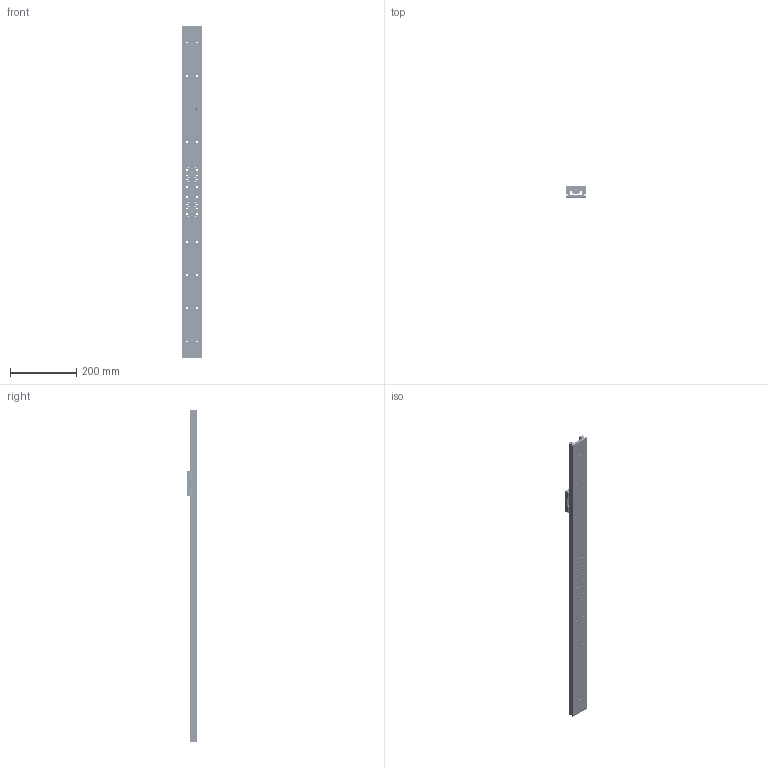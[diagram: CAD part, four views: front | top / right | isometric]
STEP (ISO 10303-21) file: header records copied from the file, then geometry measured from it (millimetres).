
FILE_DESCRIPTION (( 'STEP AP203' ), '1' );
FILE_NAME ('LAHP-33TM910SF.step', '2021-01-12T20:11:10', ( '' ), ( '' ), 'SwSTEP 2.0', 'SolidWorks 2019', '' );
FILE_SCHEMA (( 'CONFIG_CONTROL_DESIGN' ));
Length unit declared in the file: inch
Products named in the file (3): LAHP-33TM910SF_CARRIAGE; LAHP-33TM910SF_BASE; LAHP-33TM910SF
Assembly tree (2 placements, depth 2):
  LAHP-33TM910SF
    LAHP-33TM910SF_BASE
    LAHP-33TM910SF_CARRIAGE
Bounding box: 60 x 33 x 1000 mm (x, y, z)
Volume: 766896.1 mm3; surface area: 273751.1 mm2
Topology: 2 solids, 274 shells, 5892 faces, 13763 edges, 8288 vertices
Faces by surface type: plane 2717, cylinder 1735, cone 1172, bspline 268
Entity records: 175686 total; most frequent: CARTESIAN_POINT 40618, DIRECTION 29841, ORIENTED_EDGE 26342, EDGE_CURVE 13171, AXIS2_PLACEMENT_3D 11371, VERTEX_POINT 8288, VECTOR 7099, LINE 7099
